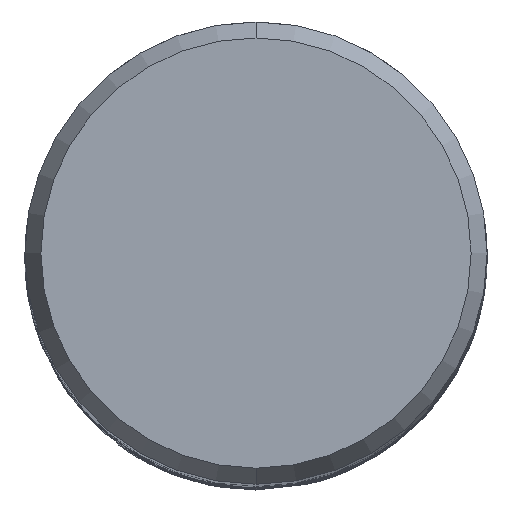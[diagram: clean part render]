
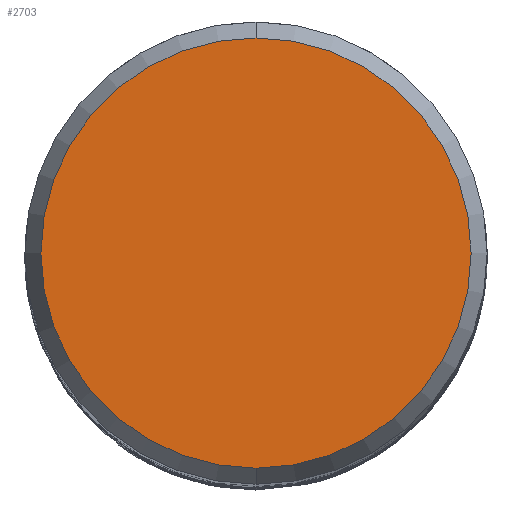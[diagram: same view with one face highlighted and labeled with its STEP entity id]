
A CAD part, top view. The second image highlights one B-rep face of the part: STEP entity #2703.
In plain terms, the highlighted planar face has unit normal (0, 0, 1).
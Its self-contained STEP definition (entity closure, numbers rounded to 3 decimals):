
#1717=VERTEX_POINT('',#4251);
#2005=EDGE_CURVE('',#2679,#1717,#4563,.T.);
#2679=VERTEX_POINT('',#5291);
#2703=ADVANCED_FACE('',(#5316),#5317,.T.);
#3117=EDGE_CURVE('',#1717,#2679,#5775,.T.);
#4251=CARTESIAN_POINT('',(0.0,9.307,0.0));
#4563=CIRCLE('',#15336,9.307);
#5291=CARTESIAN_POINT('',(0.,-9.307,0.0));
#5316=FACE_OUTER_BOUND('',#26971,.T.);
#5317=PLANE('',#26972);
#5775=CIRCLE('',#33626,9.307);
#15336=AXIS2_PLACEMENT_3D('',#44056,#44057,#44058);
#26971=EDGE_LOOP('',(#44796,#44797));
#26972=AXIS2_PLACEMENT_3D('',#44798,#44799,#44800);
#33626=AXIS2_PLACEMENT_3D('',#45374,#45375,#45376);
#44056=CARTESIAN_POINT('',(0.0,0.0,0.0));
#44057=DIRECTION('',(0.0,0.0,-1.0));
#44058=DIRECTION('',(0.0,1.0,0.0));
#44796=ORIENTED_EDGE('',*,*,#3117,.F.);
#44797=ORIENTED_EDGE('',*,*,#2005,.F.);
#44798=CARTESIAN_POINT('',(0.0,4.654,0.0));
#44799=DIRECTION('',(-0.0,0.0,1.0));
#44800=DIRECTION('',(0.0,-1.0,0.0));
#45374=CARTESIAN_POINT('',(0.0,0.0,0.0));
#45375=DIRECTION('',(0.0,0.0,-1.0));
#45376=DIRECTION('',(0.0,1.0,0.0));
